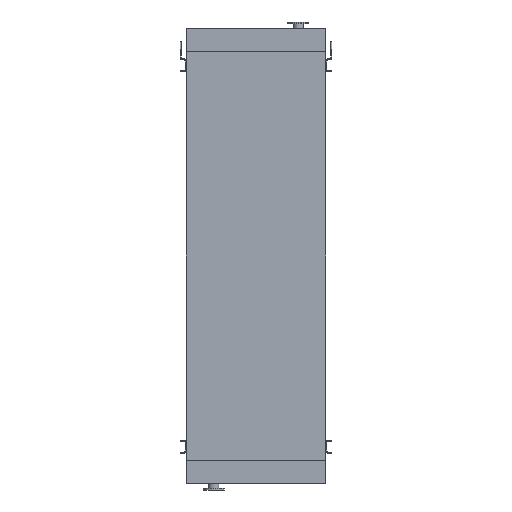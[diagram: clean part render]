
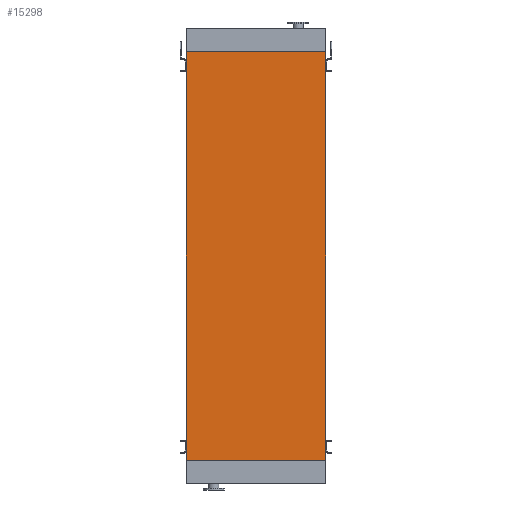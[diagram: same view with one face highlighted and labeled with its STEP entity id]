
A CAD part, front view. The second image highlights one B-rep face of the part: STEP entity #15298.
In plain terms, the highlighted planar face has unit normal (0, -1, 0).
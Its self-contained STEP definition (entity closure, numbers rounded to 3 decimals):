
#439 = CARTESIAN_POINT ( 'NONE',  ( -725., 0., -4250. ) ) ;
#1340 = CARTESIAN_POINT ( 'NONE',  ( 725., 0., -4250. ) ) ;
#2237 = CARTESIAN_POINT ( 'NONE',  ( -725., 0., 0. ) ) ;
#2258 = CARTESIAN_POINT ( 'NONE',  ( 725., 0., -4250. ) ) ;
#2505 = LINE ( 'NONE', #9546, #7012 ) ;
#3499 = DIRECTION ( 'NONE',  ( 1., 0., 0. ) ) ;
#4152 = CARTESIAN_POINT ( 'NONE',  ( -725., 0., -4250. ) ) ;
#4231 = DIRECTION ( 'NONE',  ( 0., 0., -1. ) ) ;
#4266 = VECTOR ( 'NONE', #10445, 1000. ) ;
#4315 = CARTESIAN_POINT ( 'NONE',  ( -725., 0., 0. ) ) ;
#5098 = ORIENTED_EDGE ( 'NONE', *, *, #8664, .T. ) ;
#5282 = VECTOR ( 'NONE', #3499, 1000. ) ;
#5767 = EDGE_CURVE ( 'NONE', #15407, #14218, #7199, .T. ) ;
#6931 = AXIS2_PLACEMENT_3D ( 'NONE', #439, #11770, #4231 ) ;
#7012 = VECTOR ( 'NONE', #10802, 1000. ) ;
#7199 = LINE ( 'NONE', #4152, #4266 ) ;
#7383 = CARTESIAN_POINT ( 'NONE',  ( 725., 0., 0. ) ) ;
#8156 = CARTESIAN_POINT ( 'NONE',  ( -725., 0., -4250. ) ) ;
#8664 = EDGE_CURVE ( 'NONE', #15407, #12438, #2505, .T. ) ;
#9546 = CARTESIAN_POINT ( 'NONE',  ( -725., 0., -4250. ) ) ;
#10138 = EDGE_LOOP ( 'NONE', ( #11540, #15152, #5098, #14519 ) ) ;
#10212 = DIRECTION ( 'NONE',  ( 0., 0., 1. ) ) ;
#10445 = DIRECTION ( 'NONE',  ( 0., 0., 1. ) ) ;
#10453 = VECTOR ( 'NONE', #10212, 1000. ) ;
#10523 = PLANE ( 'NONE',  #6931 ) ;
#10802 = DIRECTION ( 'NONE',  ( 1., 0., 0. ) ) ;
#10981 = FACE_OUTER_BOUND ( 'NONE', #10138, .T. ) ;
#11540 = ORIENTED_EDGE ( 'NONE', *, *, #15825, .F. ) ;
#11770 = DIRECTION ( 'NONE',  ( 0., -1., 0. ) ) ;
#11976 = LINE ( 'NONE', #2237, #5282 ) ;
#12016 = VERTEX_POINT ( 'NONE', #7383 ) ;
#12438 = VERTEX_POINT ( 'NONE', #2258 ) ;
#13820 = EDGE_CURVE ( 'NONE', #12438, #12016, #14185, .T. ) ;
#14185 = LINE ( 'NONE', #1340, #10453 ) ;
#14218 = VERTEX_POINT ( 'NONE', #4315 ) ;
#14519 = ORIENTED_EDGE ( 'NONE', *, *, #13820, .T. ) ;
#15152 = ORIENTED_EDGE ( 'NONE', *, *, #5767, .F. ) ;
#15298 = ADVANCED_FACE ( 'NONE', ( #10981 ), #10523, .T. ) ;
#15407 = VERTEX_POINT ( 'NONE', #8156 ) ;
#15825 = EDGE_CURVE ( 'NONE', #14218, #12016, #11976, .T. ) ;
